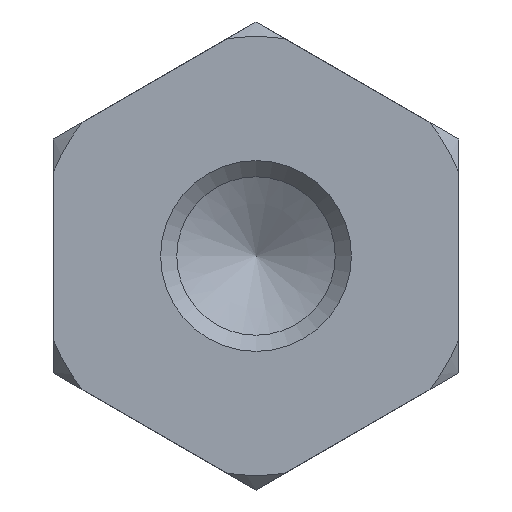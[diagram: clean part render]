
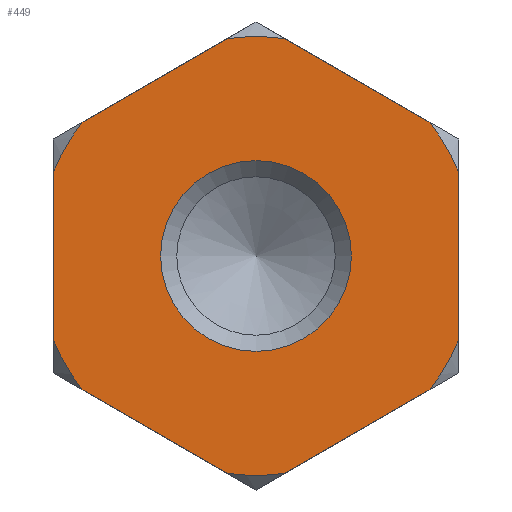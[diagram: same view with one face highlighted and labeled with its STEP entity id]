
A CAD part, front view. The second image highlights one B-rep face of the part: STEP entity #449.
In plain terms, the highlighted planar face has unit normal (0, -1, 0).
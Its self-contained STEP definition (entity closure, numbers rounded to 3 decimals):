
#449 = ADVANCED_FACE( '', ( #1139, #1140 ), #1141, .F. );
#1139 = FACE_BOUND( '', #2072, .T. );
#1140 = FACE_OUTER_BOUND( '', #2073, .T. );
#1141 = PLANE( '', #2074 );
#2072 = EDGE_LOOP( '', ( #3347 ) );
#2073 = EDGE_LOOP( '', ( #3348, #3349, #3350, #3351, #3352, #3353, #3354, #3355, #3356, #3357, #3358, #3359 ) );
#2074 = AXIS2_PLACEMENT_3D( '', #3360, #3361, #3362 );
#3347 = ORIENTED_EDGE( '', *, *, #5953, .F. );
#3348 = ORIENTED_EDGE( '', *, *, #5954, .F. );
#3349 = ORIENTED_EDGE( '', *, *, #5955, .T. );
#3350 = ORIENTED_EDGE( '', *, *, #5789, .F. );
#3351 = ORIENTED_EDGE( '', *, *, #5956, .T. );
#3352 = ORIENTED_EDGE( '', *, *, #5957, .F. );
#3353 = ORIENTED_EDGE( '', *, *, #5944, .T. );
#3354 = ORIENTED_EDGE( '', *, *, #5958, .F. );
#3355 = ORIENTED_EDGE( '', *, *, #5905, .T. );
#3356 = ORIENTED_EDGE( '', *, *, #5959, .F. );
#3357 = ORIENTED_EDGE( '', *, *, #5960, .T. );
#3358 = ORIENTED_EDGE( '', *, *, #5961, .F. );
#3359 = ORIENTED_EDGE( '', *, *, #5962, .T. );
#3360 = CARTESIAN_POINT( '', ( 9.2, 0., 0. ) );
#3361 = DIRECTION( '', ( 0., 1., 0. ) );
#3362 = DIRECTION( '', ( 0., 0., 1. ) );
#5789 = EDGE_CURVE( '', #7017, #7019, #7020, .T. );
#5905 = EDGE_CURVE( '', #7211, #7213, #7215, .T. );
#5944 = EDGE_CURVE( '', #7275, #7277, #7279, .T. );
#5953 = EDGE_CURVE( '', #7292, #7292, #7293, .T. );
#5954 = EDGE_CURVE( '', #7294, #7295, #7296, .T. );
#5955 = EDGE_CURVE( '', #7294, #7019, #7297, .T. );
#5956 = EDGE_CURVE( '', #7017, #7298, #7299, .T. );
#5957 = EDGE_CURVE( '', #7275, #7298, #7300, .T. );
#5958 = EDGE_CURVE( '', #7211, #7277, #7301, .T. );
#5959 = EDGE_CURVE( '', #7302, #7213, #7303, .T. );
#5960 = EDGE_CURVE( '', #7302, #7304, #7305, .T. );
#5961 = EDGE_CURVE( '', #7306, #7304, #7307, .T. );
#5962 = EDGE_CURVE( '', #7306, #7295, #7308, .T. );
#7017 = VERTEX_POINT( '', #8723 );
#7019 = VERTEX_POINT( '', #8728 );
#7020 = LINE( '', #8729, #8730 );
#7211 = VERTEX_POINT( '', #9016 );
#7213 = VERTEX_POINT( '', #9021 );
#7215 = CIRCLE( '', #9026, 9.2 );
#7275 = VERTEX_POINT( '', #9109 );
#7277 = VERTEX_POINT( '', #9114 );
#7279 = CIRCLE( '', #9119, 9.2 );
#7292 = VERTEX_POINT( '', #9136 );
#7293 = CIRCLE( '', #9137, 4. );
#7294 = VERTEX_POINT( '', #9138 );
#7295 = VERTEX_POINT( '', #9139 );
#7296 = LINE( '', #9140, #9141 );
#7297 = CIRCLE( '', #9142, 9.2 );
#7298 = VERTEX_POINT( '', #9143 );
#7299 = CIRCLE( '', #9144, 9.2 );
#7300 = LINE( '', #9145, #9146 );
#7301 = LINE( '', #9147, #9148 );
#7302 = VERTEX_POINT( '', #9149 );
#7303 = LINE( '', #9150, #9151 );
#7304 = VERTEX_POINT( '', #9152 );
#7305 = CIRCLE( '', #9153, 9.2 );
#7306 = VERTEX_POINT( '', #9154 );
#7307 = LINE( '', #9155, #9156 );
#7308 = CIRCLE( '', #9157, 9.2 );
#8723 = CARTESIAN_POINT( '', ( -1.202, 0., -9.121 ) );
#8728 = CARTESIAN_POINT( '', ( -7.298, 0., -5.601 ) );
#8729 = CARTESIAN_POINT( '', ( 2.65, 0., -11.345 ) );
#8730 = VECTOR( '', #10763, 1000. );
#9016 = CARTESIAN_POINT( '', ( 8.5, 0., 3.52 ) );
#9021 = CARTESIAN_POINT( '', ( 7.298, 0., 5.601 ) );
#9026 = AXIS2_PLACEMENT_3D( '', #10869, #10870, #10871 );
#9109 = CARTESIAN_POINT( '', ( 7.298, 0., -5.601 ) );
#9114 = CARTESIAN_POINT( '', ( 8.5, 0., -3.52 ) );
#9119 = AXIS2_PLACEMENT_3D( '', #10904, #10905, #10906 );
#9136 = CARTESIAN_POINT( '', ( 4., 0., 0. ) );
#9137 = AXIS2_PLACEMENT_3D( '', #10914, #10915, #10916 );
#9138 = CARTESIAN_POINT( '', ( -8.5, 0., -3.52 ) );
#9139 = CARTESIAN_POINT( '', ( -8.5, 0., 3.52 ) );
#9140 = CARTESIAN_POINT( '', ( -8.5, 0., 0. ) );
#9141 = VECTOR( '', #10917, 1000. );
#9142 = AXIS2_PLACEMENT_3D( '', #10918, #10919, #10920 );
#9143 = CARTESIAN_POINT( '', ( 1.202, 0., -9.121 ) );
#9144 = AXIS2_PLACEMENT_3D( '', #10921, #10922, #10923 );
#9145 = CARTESIAN_POINT( '', ( 11.15, 0., -3.377 ) );
#9146 = VECTOR( '', #10924, 1000. );
#9147 = CARTESIAN_POINT( '', ( 8.5, 0., 0. ) );
#9148 = VECTOR( '', #10925, 1000. );
#9149 = CARTESIAN_POINT( '', ( 1.202, 0., 9.121 ) );
#9150 = CARTESIAN_POINT( '', ( 11.15, 0., 3.377 ) );
#9151 = VECTOR( '', #10926, 1000. );
#9152 = CARTESIAN_POINT( '', ( -1.202, 0., 9.121 ) );
#9153 = AXIS2_PLACEMENT_3D( '', #10927, #10928, #10929 );
#9154 = CARTESIAN_POINT( '', ( -7.298, 0., 5.601 ) );
#9155 = CARTESIAN_POINT( '', ( 2.65, 0., 11.345 ) );
#9156 = VECTOR( '', #10930, 1000. );
#9157 = AXIS2_PLACEMENT_3D( '', #10931, #10932, #10933 );
#10763 = DIRECTION( '', ( -0.866, 0., 0.5 ) );
#10869 = CARTESIAN_POINT( '', ( 0., 0., 0. ) );
#10870 = DIRECTION( '', ( 0., -1., 0. ) );
#10871 = DIRECTION( '', ( 0., 0., -1. ) );
#10904 = CARTESIAN_POINT( '', ( 0., 0., 0. ) );
#10905 = DIRECTION( '', ( 0., -1., 0. ) );
#10906 = DIRECTION( '', ( 0., 0., -1. ) );
#10914 = CARTESIAN_POINT( '', ( 0., 0., 0. ) );
#10915 = DIRECTION( '', ( 0., -1., 0. ) );
#10916 = DIRECTION( '', ( 1., 0., 0. ) );
#10917 = DIRECTION( '', ( 0., 0., 1. ) );
#10918 = CARTESIAN_POINT( '', ( 0., 0., 0. ) );
#10919 = DIRECTION( '', ( 0., -1., 0. ) );
#10920 = DIRECTION( '', ( 0., 0., -1. ) );
#10921 = CARTESIAN_POINT( '', ( 0., 0., 0. ) );
#10922 = DIRECTION( '', ( 0., -1., 0. ) );
#10923 = DIRECTION( '', ( 0., 0., -1. ) );
#10924 = DIRECTION( '', ( -0.866, 0., -0.5 ) );
#10925 = DIRECTION( '', ( 0., 0., -1. ) );
#10926 = DIRECTION( '', ( 0.866, 0., -0.5 ) );
#10927 = CARTESIAN_POINT( '', ( 0., 0., 0. ) );
#10928 = DIRECTION( '', ( 0., -1., 0. ) );
#10929 = DIRECTION( '', ( 0., 0., -1. ) );
#10930 = DIRECTION( '', ( 0.866, 0., 0.5 ) );
#10931 = CARTESIAN_POINT( '', ( 0., 0., 0. ) );
#10932 = DIRECTION( '', ( 0., -1., 0. ) );
#10933 = DIRECTION( '', ( 0., 0., -1. ) );
